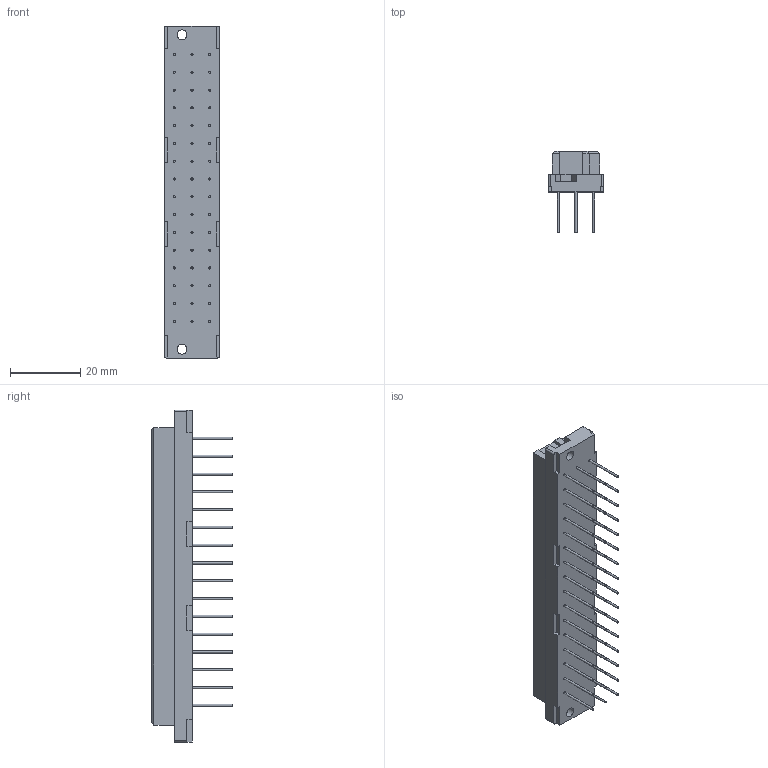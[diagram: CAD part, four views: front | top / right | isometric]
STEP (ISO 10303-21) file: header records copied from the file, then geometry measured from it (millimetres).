
FILE_DESCRIPTION(/* description */ (''),/* implementation_level */ '2;1');
FILE_NAME(/* name */ '100083189ugm000_b.stp',/* time_stamp */ '2015-09-02T07:50:25+02:00',/* author */ (''),/* organization */ (''),/* preprocessor_version */ 'ST-DEVELOPER v15',/* originating_system */ 'SIEMENS PLM Software NX 8.5',/* authorisation */ '');
FILE_SCHEMA (('AUTOMOTIVE_DESIGN { 1 0 10303 214 3 1 1 1 }'));
Length unit declared in the file: millimetre
Products named in the file (1): 100083189ugm000_b
Bounding box: 15.7 x 23.1 x 94.8 mm (x, y, z)
Volume: 14714.8 mm3; surface area: 6555.4 mm2
Topology: 1 solids, 1 shells, 415 faces, 942 edges, 630 vertices
Faces by surface type: plane 361, cylinder 54
Full cylindrical faces by diameter (mm): 0.6 x48, 2.8 x2
Entity records: 13508 total; most frequent: CARTESIAN_POINT 1934, DIRECTION 1830, ORIENTED_EDGE 1780, EDGE_CURVE 890, LINE 782, VECTOR 782, VERTEX_POINT 624, EDGE_LOOP 566
